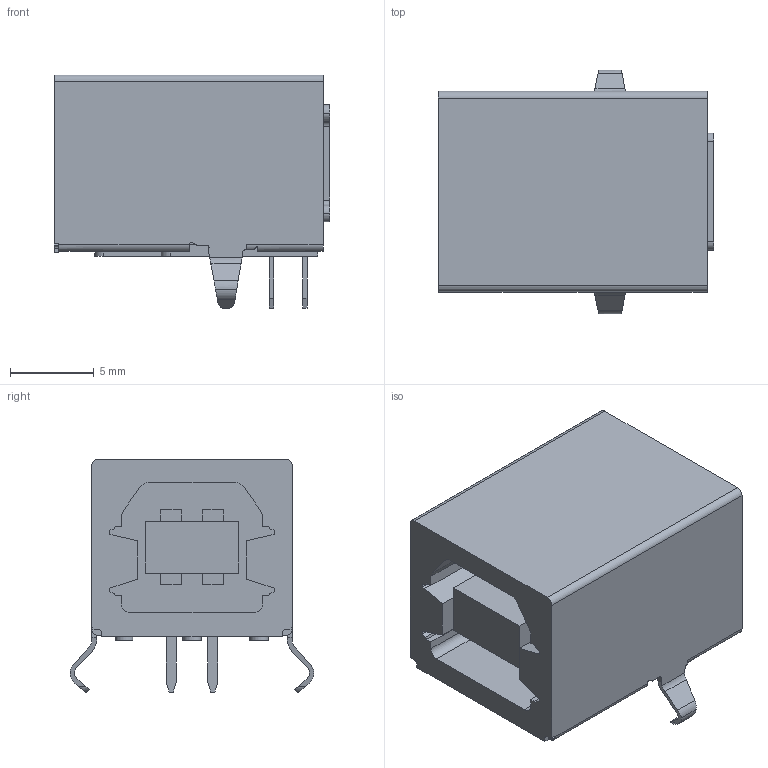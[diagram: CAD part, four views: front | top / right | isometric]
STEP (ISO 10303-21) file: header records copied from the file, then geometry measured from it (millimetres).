
FILE_DESCRIPTION(('FreeCAD Model'),'2;1');
FILE_NAME('usb_a-usbsb.step','2019-05-22T12:00:03',( 'kicad StepUp'),('ksu MCAD'),'Open CASCADE STEP processor 7.2', 'FreeCAD','Unknown');
FILE_SCHEMA(('AUTOMOTIVE_DESIGN { 1 0 10303 214 1 1 1 1 }'));
Length unit declared in the file: millimetre
Products named in the file (1): usb_a-usbsb
Bounding box: 16.5 x 14.6 x 14 mm (x, y, z)
Volume: 1418.6 mm3; surface area: 2006 mm2
Topology: 1 solids, 1 shells, 255 faces, 738 edges, 492 vertices
Faces by surface type: plane 183, cylinder 72
Entity records: 10191 total; most frequent: CARTESIAN_POINT 1514, ORIENTED_EDGE 1476, DIRECTION 1406, EDGE_CURVE 738, LINE 574, VECTOR 574, VERTEX_POINT 492, AXIS2_PLACEMENT_3D 416
